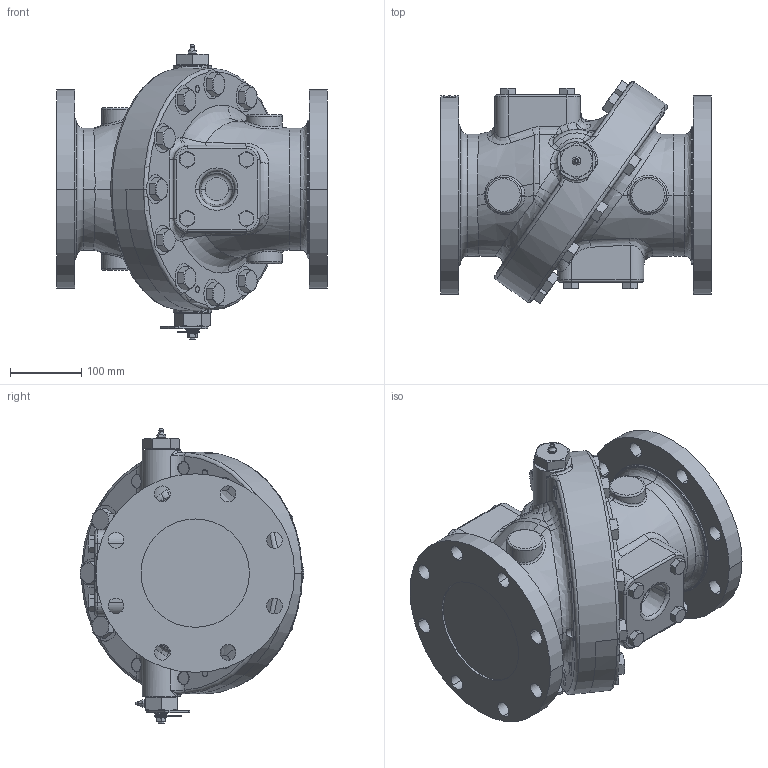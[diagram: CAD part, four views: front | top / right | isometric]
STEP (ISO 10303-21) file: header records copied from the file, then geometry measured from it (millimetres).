
FILE_DESCRIPTION((''),'2;1');
FILE_NAME('9806_SW0001','2023-09-28T07:46:41',('jlesh'),(''),'CREO PARAMETRIC BY PTC INC, 2023072','CREO PARAMETRIC BY PTC INC, 2023072','');
FILE_SCHEMA(('AUTOMOTIVE_DESIGN { 1 0 10303 214 1 1 1 1 }'));
Length unit declared in the file: inch
Products named in the file (1): 9806_SW0001
Bounding box: 381 x 314.47 x 414.1 mm (x, y, z)
Volume: 17252915.1 mm3; surface area: 663696.9 mm2
Topology: 1 solids, 1 shells, 990 faces, 2482 edges, 1540 vertices
Faces by surface type: plane 446, cylinder 181, cone 167, bspline 146, torus 44, sphere 6
Entity records: 48011 total; most frequent: CARTESIAN_POINT 22899, ORIENTED_EDGE 4956, DIRECTION 4009, EDGE_CURVE 2478, AXIS2_PLACEMENT_3D 1541, VERTEX_POINT 1540, COLOUR_RGB 1334, EDGE_LOOP 1086
